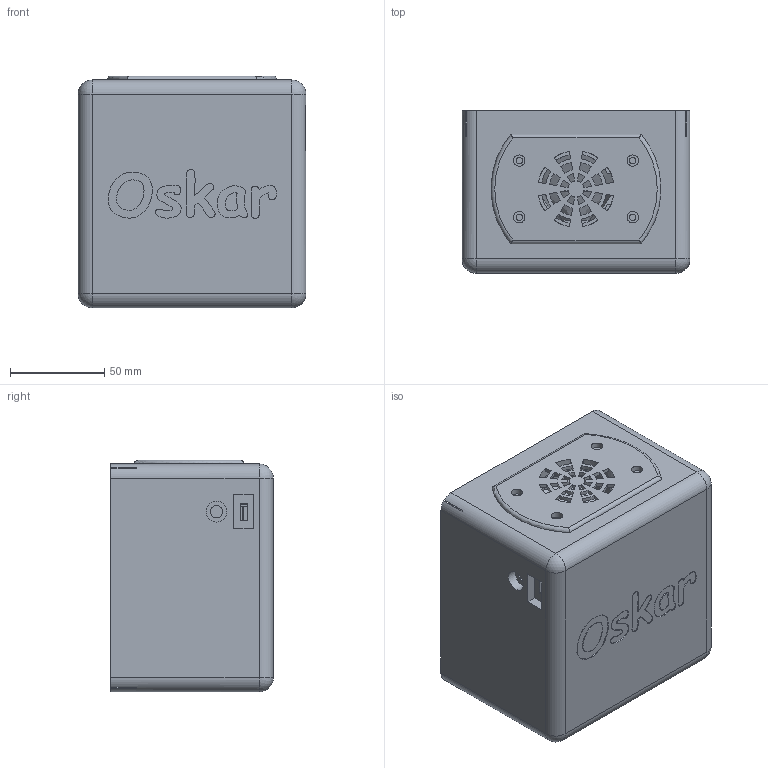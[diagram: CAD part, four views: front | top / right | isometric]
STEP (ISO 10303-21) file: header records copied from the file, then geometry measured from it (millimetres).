
FILE_DESCRIPTION();
FILE_NAME();
FILE_SCHEMA ();
Length unit declared in the file: millimetre
Products named in the file (12): Box; Box_1; ESP32QRBox; ESP32CamMount; ESP32CamMount_1; MP3PlazerMOunt; SpeakerFront; SpeakerFrontTop; TPU_Sleeve; InnerCover; InnerCoverColor; InnerCoverTransparent
Assembly tree (11 placements, depth 3):
  Box
    Box_1
    ESP32QRBox
      ESP32CamMount
      ESP32CamMount_1
    MP3PlazerMOunt
    SpeakerFront
    SpeakerFrontTop
    TPU_Sleeve
    InnerCover
      InnerCoverColor
      InnerCoverTransparent
Bounding box: 120.6 x 86 x 122.6 mm (x, y, z)
Volume: 548128.9 mm3; surface area: 255386.8 mm2
Topology: 11 solids, 11 shells, 819 faces, 2208 edges, 1450 vertices
Faces by surface type: plane 551, cylinder 143, bspline 112, sphere 8, cone 3, torus 2
Full cylindrical faces by diameter (mm): 2.2 x2, 2.5 x1, 3.5 x20, 4 x23, 4.2 x4, 6 x8, 6.5 x1, 11 x2, 40.5 x2, 44 x1
Entity records: 27115 total; most frequent: CARTESIAN_POINT 6344, ORIENTED_EDGE 4410, DIRECTION 3805, EDGE_CURVE 2205, LINE 1583, VECTOR 1583, VERTEX_POINT 1450, AXIS2_PLACEMENT_3D 1111
